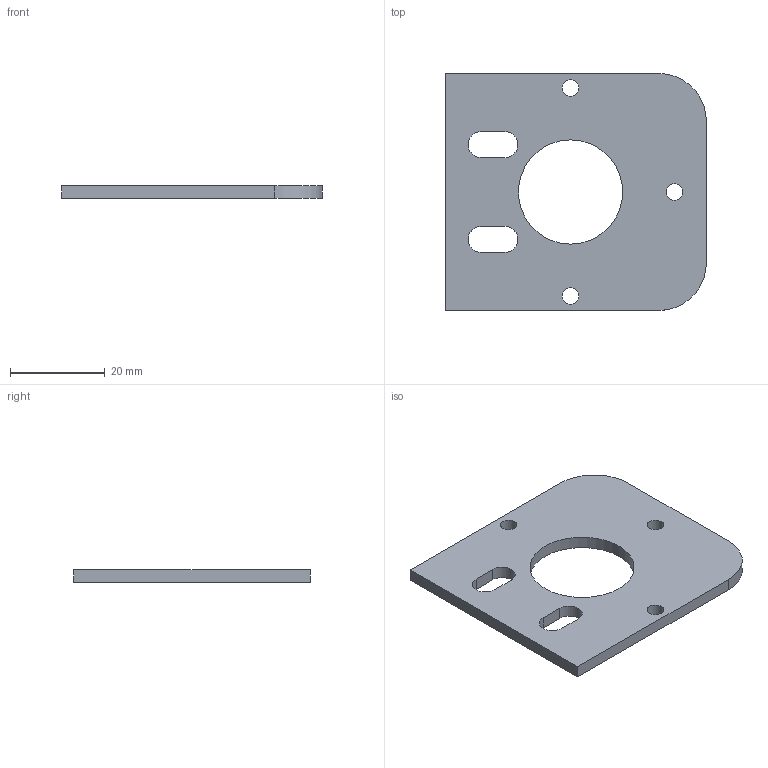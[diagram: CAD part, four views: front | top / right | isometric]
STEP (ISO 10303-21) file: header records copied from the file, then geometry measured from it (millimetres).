
FILE_DESCRIPTION(/* description */ ('z-axis motor mount plate (12ga)'),/* implementation_level */ '2;1');
FILE_NAME(/* name */ 'z-mount_plates.ipt.step',/* time_stamp */ '2013-11-18T15:50:33-06:00',/* author */ ('Edward'),/* organization */ (''),/* preprocessor_version */ 'ST-DEVELOPER v15.2',/* originating_system */ 'Autodesk Inventor 2014',/* authorisation */ 'PER BARRY PROCK 9-16-13 - QUOTE FOR S2ZM-01');
FILE_SCHEMA (('AUTOMOTIVE_DESIGN { 1 0 10303 214 3 1 1 }'));
Length unit declared in the file: millimetre
Products named in the file (1): z-mount_plates
Bounding box: 55 x 50 x 2.66 mm (x, y, z)
Volume: 5833.3 mm3; surface area: 5342.5 mm2
Topology: 1 solids, 1 shells, 20 faces, 54 edges, 36 vertices
Faces by surface type: cylinder 10, plane 10
Full cylindrical faces by diameter (mm): 3.5 x3, 22 x1
Entity records: 663 total; most frequent: DIRECTION 112, CARTESIAN_POINT 107, ORIENTED_EDGE 100, EDGE_CURVE 50, AXIS2_PLACEMENT_3D 41, EDGE_LOOP 36, VERTEX_POINT 36, LINE 30
